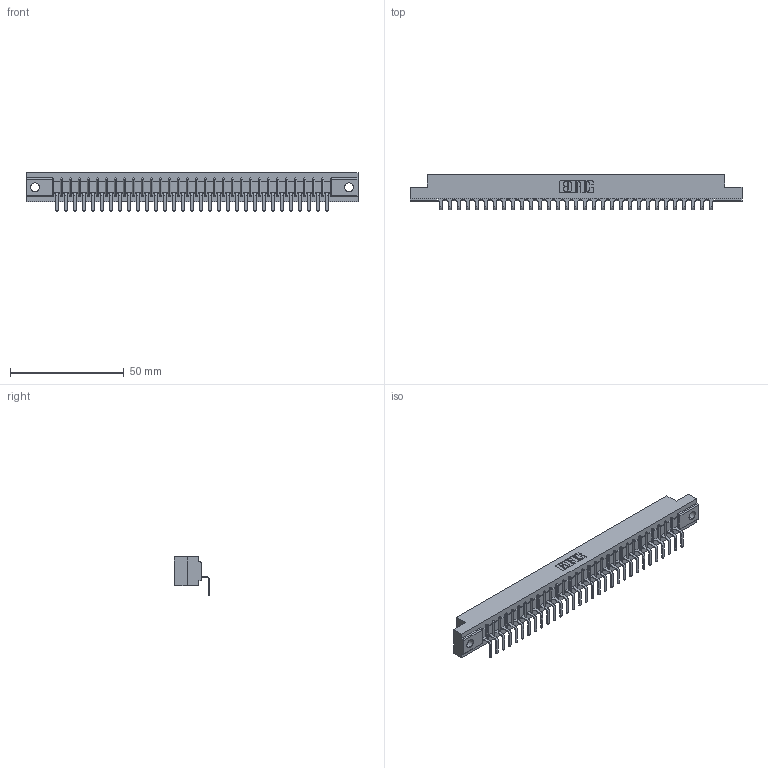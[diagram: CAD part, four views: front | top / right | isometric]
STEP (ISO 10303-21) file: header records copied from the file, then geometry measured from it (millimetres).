
FILE_DESCRIPTION (( 'STEP AP203' ), '1' );
FILE_NAME ('307-031-559-104.STEP', '2019-09-05T16:32:35', ( '' ), ( '' ), 'SwSTEP 2.0', 'SolidWorks 2016', '' );
FILE_SCHEMA (( 'CONFIG_CONTROL_DESIGN' ));
Length unit declared in the file: inch
Products named in the file (3): 307-290-001_558 559 - 1 (Single); 307 Part_.156 Dia Mounting Holes; 307-031-559-104
Assembly tree (32 placements, depth 2):
  307-031-559-104
    307 Part_.156 Dia Mounting Holes
    307-290-001_558 559 - 1 (Single)  x31
Bounding box: 145.85 x 15.46 x 16.8 mm (x, y, z)
Volume: 15009.9 mm3; surface area: 15805.8 mm2
Topology: 32 solids, 32 shells, 2024 faces, 5753 edges, 3706 vertices
Faces by surface type: plane 1293, cylinder 667, sphere 64
Entity records: 28454 total; most frequent: CARTESIAN_POINT 4794, ORIENTED_EDGE 4778, DIRECTION 4661, EDGE_CURVE 2389, LINE 1835, VECTOR 1835, VERTEX_POINT 1546, AXIS2_PLACEMENT_3D 1413
